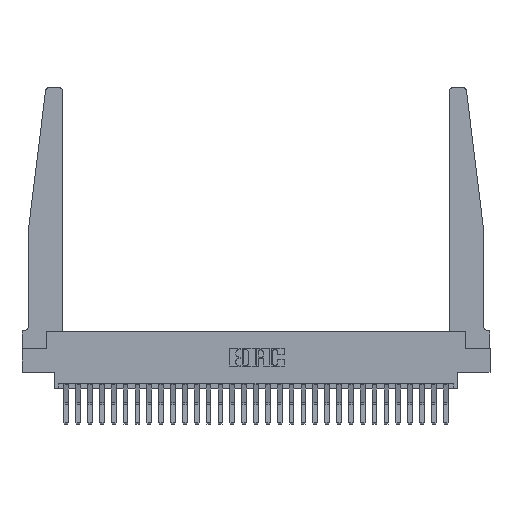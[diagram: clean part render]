
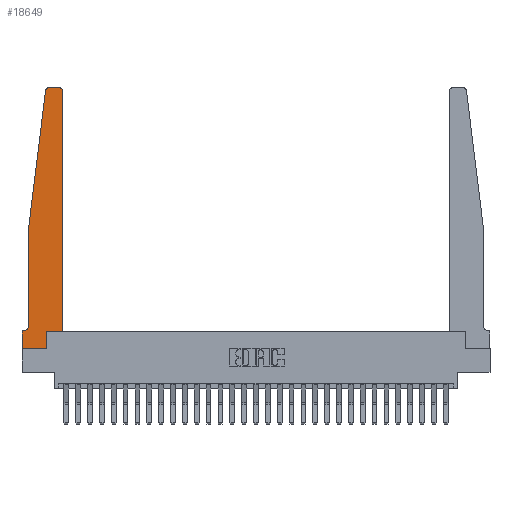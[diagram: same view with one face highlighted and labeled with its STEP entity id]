
A CAD part, top view. The second image highlights one B-rep face of the part: STEP entity #18649.
In plain terms, the highlighted planar face has unit normal (0, 0, 1).
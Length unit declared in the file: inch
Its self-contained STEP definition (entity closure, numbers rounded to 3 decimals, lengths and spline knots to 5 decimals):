
#54 = ORIENTED_EDGE ( 'NONE', *, *, #11902, .T. ) ;
#97 = DIRECTION ( 'NONE',  ( 1., 0., 0. ) ) ;
#1033 = CARTESIAN_POINT ( 'NONE',  ( 0.395, 2.75, 0.37 ) ) ;
#1146 = EDGE_CURVE ( 'NONE', #19034, #10317, #21622, .T. ) ;
#1323 = EDGE_CURVE ( 'NONE', #8659, #23396, #13216, .T. ) ;
#1765 = LINE ( 'NONE', #20317, #23199 ) ;
#1848 = EDGE_CURVE ( 'NONE', #11509, #8659, #10829, .T. ) ;
#1863 = CARTESIAN_POINT ( 'NONE',  ( 0.015, 0.1875, 0.37 ) ) ;
#2085 = ORIENTED_EDGE ( 'NONE', *, *, #13866, .T. ) ;
#2205 = LINE ( 'NONE', #21199, #12922 ) ;
#2770 = CIRCLE ( 'NONE', #4125, 0.03 ) ;
#3151 = DIRECTION ( 'NONE',  ( 1., 0., 0. ) ) ;
#3237 = CARTESIAN_POINT ( 'NONE',  ( 0.065, 0.2375, 0.37 ) ) ;
#3419 = AXIS2_PLACEMENT_3D ( 'NONE', #19105, #6214, #21230 ) ;
#3927 = VERTEX_POINT ( 'NONE', #16283 ) ;
#3938 = DIRECTION ( 'NONE',  ( 1., 0., 0. ) ) ;
#4125 = AXIS2_PLACEMENT_3D ( 'NONE', #7715, #22705, #9889 ) ;
#4143 = CARTESIAN_POINT ( 'NONE',  ( 0.27653, 2.75, 0.37 ) ) ;
#4186 = CARTESIAN_POINT ( 'NONE',  ( 0., 0.1875, 0.37 ) ) ;
#4407 = ORIENTED_EDGE ( 'NONE', *, *, #1146, .T. ) ;
#5136 = VECTOR ( 'NONE', #20979, 39.37008 ) ;
#5244 = EDGE_CURVE ( 'NONE', #17490, #16047, #15433, .T. ) ;
#5272 = AXIS2_PLACEMENT_3D ( 'NONE', #25299, #16789, #3938 ) ;
#6214 = DIRECTION ( 'NONE',  ( 0., 0., -1. ) ) ;
#7201 = CARTESIAN_POINT ( 'NONE',  ( 0.24675, 2.72367, 0.37 ) ) ;
#7418 = ORIENTED_EDGE ( 'NONE', *, *, #11197, .T. ) ;
#7653 = CARTESIAN_POINT ( 'NONE',  ( 0.065, 1.25, 0.37 ) ) ;
#7715 = CARTESIAN_POINT ( 'NONE',  ( 0.27653, 2.72, 0.37 ) ) ;
#7777 = ORIENTED_EDGE ( 'NONE', *, *, #22472, .T. ) ;
#8073 = VECTOR ( 'NONE', #10603, 39.37008 ) ;
#8330 = VERTEX_POINT ( 'NONE', #4143 ) ;
#8659 = VERTEX_POINT ( 'NONE', #23176 ) ;
#9889 = DIRECTION ( 'NONE',  ( 1., 0., 0. ) ) ;
#9903 = VERTEX_POINT ( 'NONE', #1863 ) ;
#10066 = VERTEX_POINT ( 'NONE', #19585 ) ;
#10249 = CARTESIAN_POINT ( 'NONE',  ( 0.065, 1.25, 0.37 ) ) ;
#10296 = EDGE_CURVE ( 'NONE', #16047, #10066, #1765, .T. ) ;
#10317 = VERTEX_POINT ( 'NONE', #3237 ) ;
#10603 = DIRECTION ( 'NONE',  ( -1., 0., 0. ) ) ;
#10672 = AXIS2_PLACEMENT_3D ( 'NONE', #25779, #12942, #97 ) ;
#10767 = CARTESIAN_POINT ( 'NONE',  ( 0.425, 0.18, 0.37 ) ) ;
#10829 = LINE ( 'NONE', #27345, #5136 ) ;
#11197 = EDGE_CURVE ( 'NONE', #23396, #8330, #18835, .T. ) ;
#11509 = VERTEX_POINT ( 'NONE', #10767 ) ;
#11902 = EDGE_CURVE ( 'NONE', #9903, #17490, #14067, .T. ) ;
#12133 = ORIENTED_EDGE ( 'NONE', *, *, #5244, .T. ) ;
#12167 = CARTESIAN_POINT ( 'NONE',  ( 0.2605, 0.18, 0.37 ) ) ;
#12344 = LINE ( 'NONE', #12167, #23047 ) ;
#12478 = PLANE ( 'NONE',  #5272 ) ;
#12678 = DIRECTION ( 'NONE',  ( 1., 0., 0. ) ) ;
#12922 = VECTOR ( 'NONE', #12678, 39.37008 ) ;
#12942 = DIRECTION ( 'NONE',  ( 0., 0., 1. ) ) ;
#13216 = CIRCLE ( 'NONE', #10672, 0.03 ) ;
#13866 = EDGE_CURVE ( 'NONE', #10066, #3927, #12344, .T. ) ;
#14067 = LINE ( 'NONE', #26968, #19124 ) ;
#14317 = DIRECTION ( 'NONE',  ( 0., 1., 0. ) ) ;
#14737 = LINE ( 'NONE', #17111, #19801 ) ;
#15131 = ORIENTED_EDGE ( 'NONE', *, *, #19830, .T. ) ;
#15433 = LINE ( 'NONE', #24916, #26168 ) ;
#16047 = VERTEX_POINT ( 'NONE', #25689 ) ;
#16283 = CARTESIAN_POINT ( 'NONE',  ( 0.2605, 0.18, 0.37 ) ) ;
#16604 = VECTOR ( 'NONE', #16720, 39.37008 ) ;
#16720 = DIRECTION ( 'NONE',  ( 0., -1., 0. ) ) ;
#16789 = DIRECTION ( 'NONE',  ( 0., 0., 1. ) ) ;
#17111 = CARTESIAN_POINT ( 'NONE',  ( 0.065, 1.25, 0.37 ) ) ;
#17490 = VERTEX_POINT ( 'NONE', #4186 ) ;
#17796 = EDGE_LOOP ( 'NONE', ( #7418, #25197, #15131, #4407, #22181, #54, #12133, #17864, #2085, #7777, #24863, #25546 ) ) ;
#17864 = ORIENTED_EDGE ( 'NONE', *, *, #10296, .T. ) ;
#18649 = ADVANCED_FACE ( 'NONE', ( #20202 ), #12478, .T. ) ;
#18835 = LINE ( 'NONE', #21280, #8073 ) ;
#19034 = VERTEX_POINT ( 'NONE', #7653 ) ;
#19105 = CARTESIAN_POINT ( 'NONE',  ( 0.015, 0.2375, 0.37 ) ) ;
#19124 = VECTOR ( 'NONE', #22832, 39.37008 ) ;
#19585 = CARTESIAN_POINT ( 'NONE',  ( 0.2605, 0., 0.37 ) ) ;
#19801 = VECTOR ( 'NONE', #21400, 39.37008 ) ;
#19830 = EDGE_CURVE ( 'NONE', #25035, #19034, #14737, .T. ) ;
#20202 = FACE_OUTER_BOUND ( 'NONE', #17796, .T. ) ;
#20317 = CARTESIAN_POINT ( 'NONE',  ( 0., 0., 0.37 ) ) ;
#20979 = DIRECTION ( 'NONE',  ( 0., 1., 0. ) ) ;
#21199 = CARTESIAN_POINT ( 'NONE',  ( 0.425, 0.18, 0.37 ) ) ;
#21230 = DIRECTION ( 'NONE',  ( -1., 0., 0. ) ) ;
#21280 = CARTESIAN_POINT ( 'NONE',  ( 0.25, 2.75, 0.37 ) ) ;
#21400 = DIRECTION ( 'NONE',  ( -0.122, -0.992, 0. ) ) ;
#21622 = LINE ( 'NONE', #10249, #16604 ) ;
#22181 = ORIENTED_EDGE ( 'NONE', *, *, #27691, .T. ) ;
#22472 = EDGE_CURVE ( 'NONE', #3927, #11509, #2205, .T. ) ;
#22705 = DIRECTION ( 'NONE',  ( 0., 0., 1. ) ) ;
#22832 = DIRECTION ( 'NONE',  ( -1., 0., 0. ) ) ;
#23047 = VECTOR ( 'NONE', #14317, 39.37008 ) ;
#23176 = CARTESIAN_POINT ( 'NONE',  ( 0.425, 2.72, 0.37 ) ) ;
#23199 = VECTOR ( 'NONE', #3151, 39.37008 ) ;
#23396 = VERTEX_POINT ( 'NONE', #1033 ) ;
#24863 = ORIENTED_EDGE ( 'NONE', *, *, #1848, .T. ) ;
#24916 = CARTESIAN_POINT ( 'NONE',  ( 0., 0., 0.37 ) ) ;
#25035 = VERTEX_POINT ( 'NONE', #7201 ) ;
#25197 = ORIENTED_EDGE ( 'NONE', *, *, #26258, .T. ) ;
#25299 = CARTESIAN_POINT ( 'NONE',  ( 0., 0.1875, 0.37 ) ) ;
#25546 = ORIENTED_EDGE ( 'NONE', *, *, #1323, .T. ) ;
#25689 = CARTESIAN_POINT ( 'NONE',  ( 0., 0., 0.37 ) ) ;
#25779 = CARTESIAN_POINT ( 'NONE',  ( 0.395, 2.72, 0.37 ) ) ;
#25873 = CIRCLE ( 'NONE', #3419, 0.05 ) ;
#26168 = VECTOR ( 'NONE', #27077, 39.37008 ) ;
#26258 = EDGE_CURVE ( 'NONE', #8330, #25035, #2770, .T. ) ;
#26968 = CARTESIAN_POINT ( 'NONE',  ( 0.065, 0.1875, 0.37 ) ) ;
#27077 = DIRECTION ( 'NONE',  ( 0., -1., 0. ) ) ;
#27345 = CARTESIAN_POINT ( 'NONE',  ( 0.425, 0.18, 0.37 ) ) ;
#27691 = EDGE_CURVE ( 'NONE', #10317, #9903, #25873, .T. ) ;
